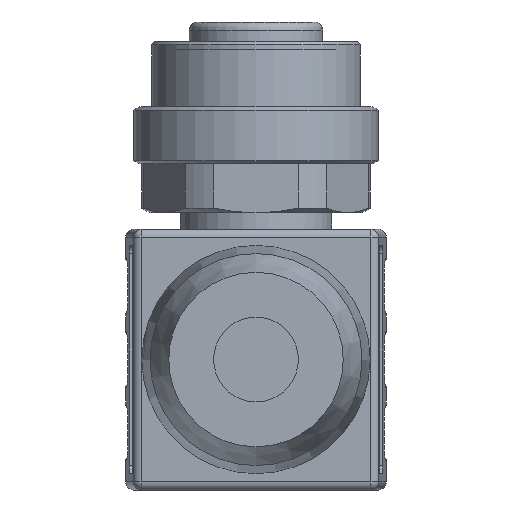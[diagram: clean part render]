
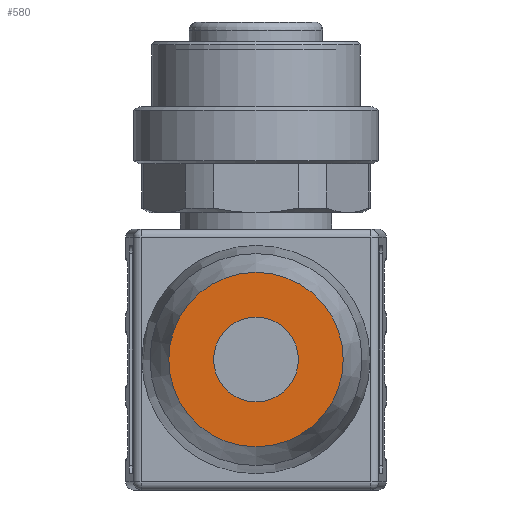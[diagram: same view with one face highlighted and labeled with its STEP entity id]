
A CAD part, front view. The second image highlights one B-rep face of the part: STEP entity #580.
In plain terms, the highlighted planar face has unit normal (0, -1, 0).
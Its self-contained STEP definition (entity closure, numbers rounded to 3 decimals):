
#405=FACE_BOUND('',#1264,.T.);
#406=FACE_BOUND('',#1265,.T.);
#580=ADVANCED_FACE('',(#405,#406),#775,.F.);
#775=PLANE('',#5017);
#1264=EDGE_LOOP('',(#2403));
#1265=EDGE_LOOP('',(#2404));
#1518=CIRCLE('',#5014,2.6);
#1519=CIRCLE('',#5016,5.35);
#2403=ORIENTED_EDGE('',*,*,#3797,.F.);
#2404=ORIENTED_EDGE('',*,*,#3798,.T.);
#3242=VERTEX_POINT('',#7945);
#3243=VERTEX_POINT('',#7948);
#3797=EDGE_CURVE('',#3242,#3242,#1518,.T.);
#3798=EDGE_CURVE('',#3243,#3243,#1519,.T.);
#5014=AXIS2_PLACEMENT_3D('',#7944,#5981,#5982);
#5016=AXIS2_PLACEMENT_3D('',#7947,#5985,#5986);
#5017=AXIS2_PLACEMENT_3D('',#7949,#5987,#5988);
#5981=DIRECTION('',(0.,-1.,0.));
#5982=DIRECTION('',(0.,0.,1.));
#5985=DIRECTION('',(0.,-1.,0.));
#5986=DIRECTION('',(0.,0.,-1.));
#5987=DIRECTION('',(0.,1.,0.));
#5988=DIRECTION('',(0.,0.,1.));
#7944=CARTESIAN_POINT('',(50.,12.5,8.));
#7945=CARTESIAN_POINT('',(50.,12.5,10.6));
#7947=CARTESIAN_POINT('',(50.,12.5,8.));
#7948=CARTESIAN_POINT('',(50.,12.5,2.65));
#7949=CARTESIAN_POINT('',(50.,12.5,2.65));
